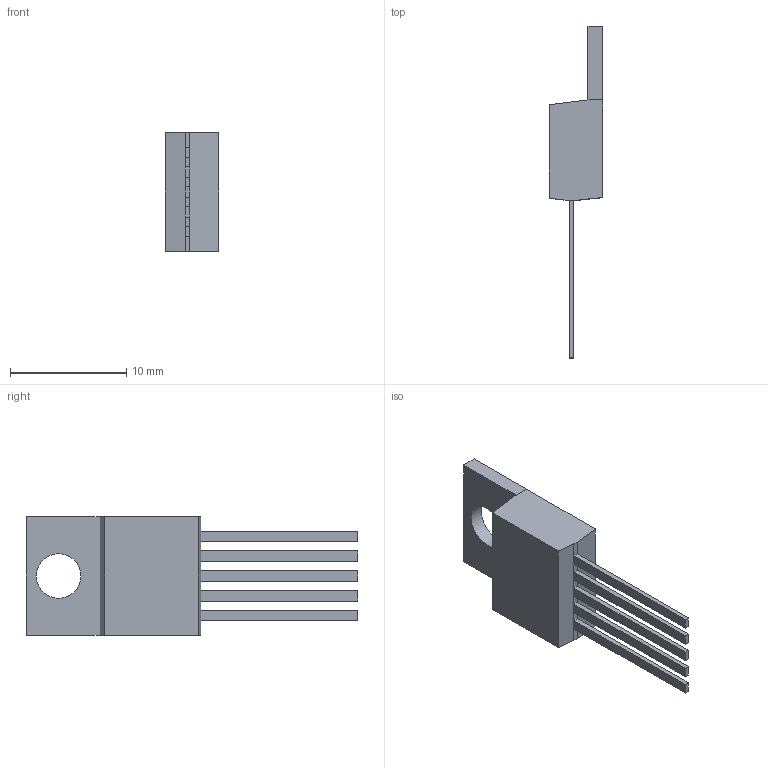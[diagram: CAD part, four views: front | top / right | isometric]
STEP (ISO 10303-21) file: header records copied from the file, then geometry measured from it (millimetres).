
FILE_DESCRIPTION(('STEP AP214'), '1');
FILE_NAME('櫻蠉錪', '2016-03-06T11:44:49', ('Anton S.'), (''), 'ASCON STEP Converter 1.3', 'ASCON Math Kernel', '');
FILE_SCHEMA(('AUTOMOTIVE_DESIGN { 1 0 10303 214 3 1 1}'));
Length unit declared in the file: millimetre
Bounding box: 4.58 x 28.48 x 10.16 mm (x, y, z)
Volume: 479 mm3; surface area: 674.2 mm2
Topology: 7 solids, 7 shells, 46 faces, 96 edges, 64 vertices
Faces by surface type: plane 45, cylinder 1
Full cylindrical faces by diameter (mm): 3.835 x1
Entity records: 1649 total; most frequent: CARTESIAN_POINT 206, DIRECTION 191, ORIENTED_EDGE 190, EDGE_CURVE 95, LINE 93, VECTOR 93, VERTEX_POINT 64, COLOUR_RGB 53
